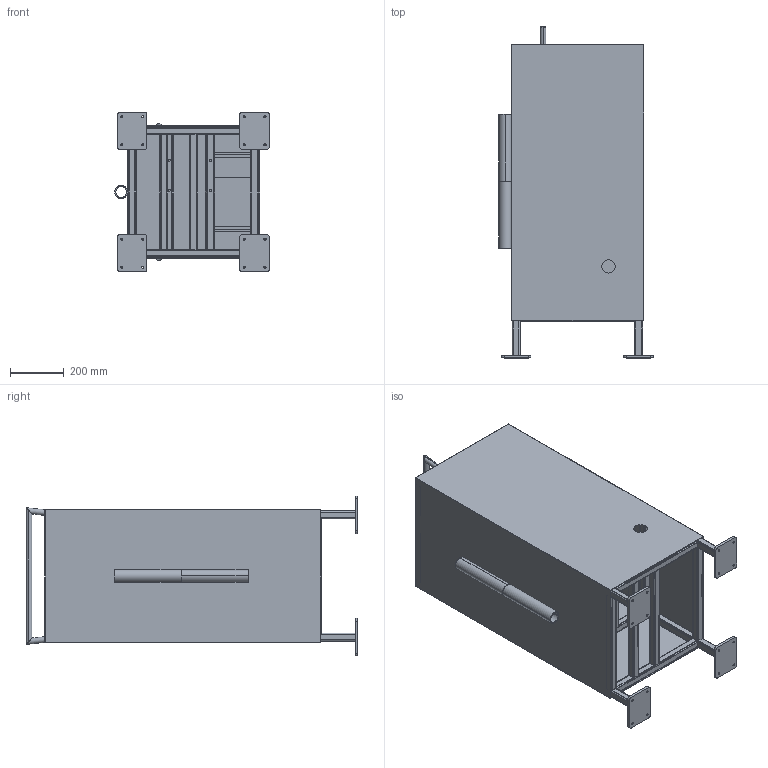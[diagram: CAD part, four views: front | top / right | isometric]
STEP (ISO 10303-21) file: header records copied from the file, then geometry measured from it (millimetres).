
FILE_DESCRIPTION (( 'STEP AP214' ), '1' );
FILE_NAME ('Frame.STEP', '2024-04-07T14:49:54', ( '' ), ( '' ), 'SwSTEP 2.0', 'SolidWorks 2022', '' );
FILE_SCHEMA (( 'AUTOMOTIVE_DESIGN' ));
Length unit declared in the file: millimetre
Products named in the file (1): Frame
Bounding box: 577.45 x 1239.85 x 597 mm (x, y, z)
Volume: 6154568.5 mm3; surface area: 7451634.8 mm2
Topology: 36 solids, 36 shells, 663 faces, 1655 edges, 1046 vertices
Faces by surface type: plane 334, cylinder 309, bspline 20
Entity records: 25944 total; most frequent: CARTESIAN_POINT 5161, ORIENTED_EDGE 3310, DIRECTION 3177, EDGE_CURVE 1655, VECTOR 1077, LINE 1077, AXIS2_PLACEMENT_3D 1050, VERTEX_POINT 1046
